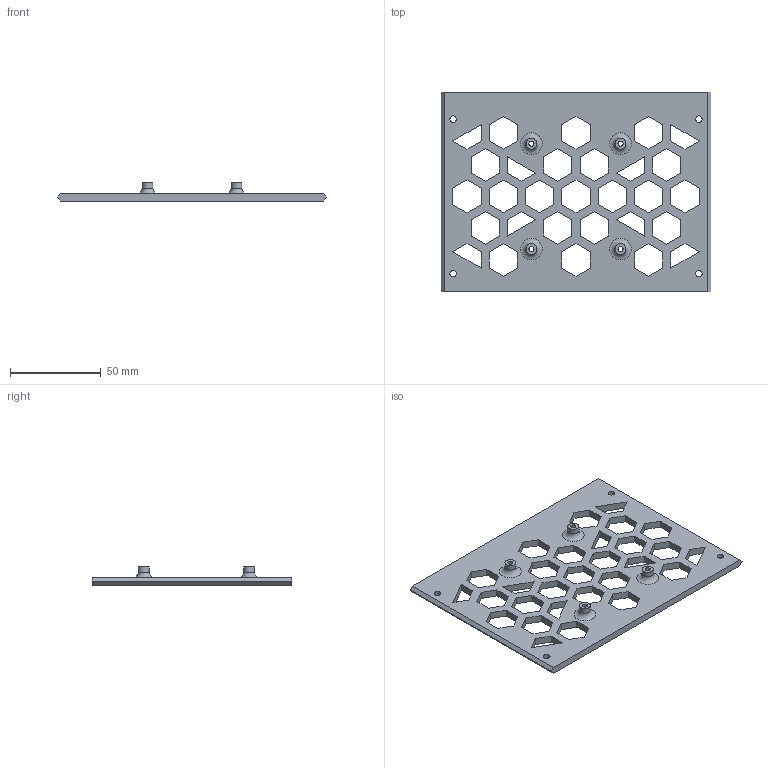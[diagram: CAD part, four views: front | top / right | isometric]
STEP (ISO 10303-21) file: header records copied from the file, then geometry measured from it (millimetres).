
FILE_DESCRIPTION(/* description */ (''),/* implementation_level */ '2;1');
FILE_NAME(/* name */ 'MCU Tray - BTT SKR Pico.step',/* time_stamp */ '2023-06-05T05:00:49-05:00',/* author */ (''),/* organization */ (''),/* preprocessor_version */ 'ST-DEVELOPER v19.2',/* originating_system */ 'Autodesk Translation Framework v12.6.0.85',/* authorisation */ '');
FILE_SCHEMA (('AUTOMOTIVE_DESIGN { 1 0 10303 214 3 1 1 }'));
Length unit declared in the file: millimetre
Products named in the file (1): MCU Tray - BTT SKR Pico
Bounding box: 148.6 x 109.85 x 10 mm (x, y, z)
Volume: 43983.8 mm3; surface area: 30464.8 mm2
Topology: 1 solids, 1 shells, 188 faces, 542 edges, 360 vertices
Faces by surface type: plane 172, cylinder 12, torus 4
Full cylindrical faces by diameter (mm): 2.8 x4, 3.6 x4, 6 x4
Entity records: 6254 total; most frequent: CARTESIAN_POINT 1091, ORIENTED_EDGE 1084, DIRECTION 952, EDGE_CURVE 542, LINE 510, VECTOR 510, VERTEX_POINT 360, EDGE_LOOP 266
